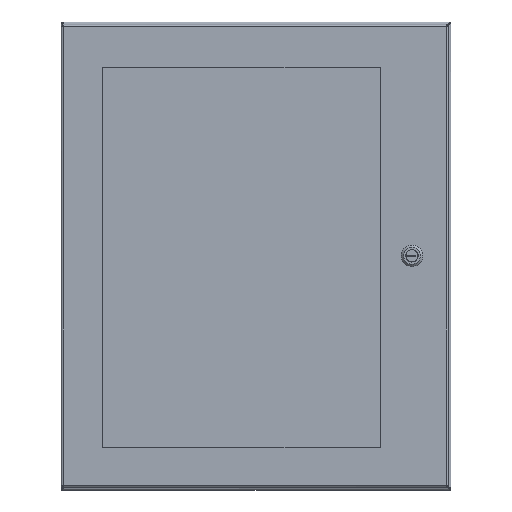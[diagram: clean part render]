
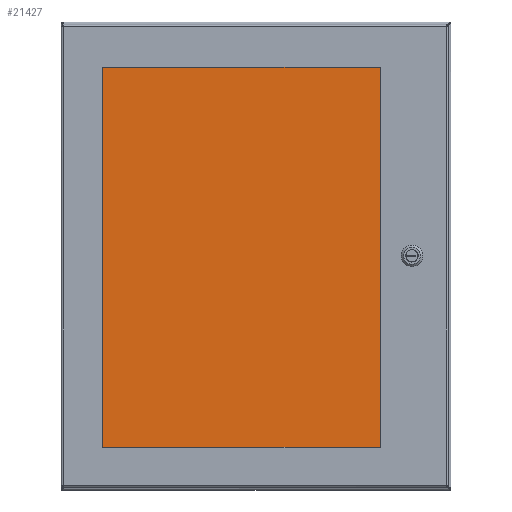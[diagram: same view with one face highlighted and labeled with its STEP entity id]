
A CAD part, top view. The second image highlights one B-rep face of the part: STEP entity #21427.
In plain terms, the highlighted planar face has unit normal (0, 0, 1).
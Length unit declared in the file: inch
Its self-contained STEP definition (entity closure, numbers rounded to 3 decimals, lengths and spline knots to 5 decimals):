
#21285=CARTESIAN_POINT('',(0.0,0.0,0.25));
#21286=VERTEX_POINT('',#21285);
#21287=CARTESIAN_POINT('',(0.,20.5,0.25));
#21288=VERTEX_POINT('',#21287);
#21289=CARTESIAN_POINT('',(0.,0.0,0.25));
#21290=DIRECTION('',(0.0,1.0,0.0));
#21291=VECTOR('',#21290,20.5);
#21292=LINE('',#21289,#21291);
#21293=EDGE_CURVE('',#21286,#21288,#21292,.T.);
#21325=CARTESIAN_POINT('',(15.25,20.5,0.25));
#21326=VERTEX_POINT('',#21325);
#21327=CARTESIAN_POINT('',(0.,20.5,0.25));
#21328=DIRECTION('',(1.0,0.0,0.0));
#21329=VECTOR('',#21328,15.25);
#21330=LINE('',#21327,#21329);
#21331=EDGE_CURVE('',#21288,#21326,#21330,.T.);
#21356=CARTESIAN_POINT('',(15.25,0.,0.25));
#21357=VERTEX_POINT('',#21356);
#21358=CARTESIAN_POINT('',(15.25,20.5,0.25));
#21359=DIRECTION('',(0.0,-1.0,0.0));
#21360=VECTOR('',#21359,20.5);
#21361=LINE('',#21358,#21360);
#21362=EDGE_CURVE('',#21326,#21357,#21361,.T.);
#21387=CARTESIAN_POINT('',(15.25,0.,0.25));
#21388=DIRECTION('',(-1.0,0.0,0.0));
#21389=VECTOR('',#21388,15.25);
#21390=LINE('',#21387,#21389);
#21391=EDGE_CURVE('',#21357,#21286,#21390,.T.);
#21416=CARTESIAN_POINT('',(7.625,10.25,0.25));
#21417=DIRECTION('',(0.0,0.0,1.0));
#21418=DIRECTION('',(1.0,0.0,0.0));
#21419=AXIS2_PLACEMENT_3D('',#21416,#21417,#21418);
#21420=PLANE('',#21419);
#21421=ORIENTED_EDGE('',*,*,#21293,.F.);
#21422=ORIENTED_EDGE('',*,*,#21391,.F.);
#21423=ORIENTED_EDGE('',*,*,#21362,.F.);
#21424=ORIENTED_EDGE('',*,*,#21331,.F.);
#21425=EDGE_LOOP('',(#21421,#21422,#21423,#21424));
#21426=FACE_OUTER_BOUND('',#21425,.T.);
#21427=ADVANCED_FACE('',(#21426),#21420,.T.);
